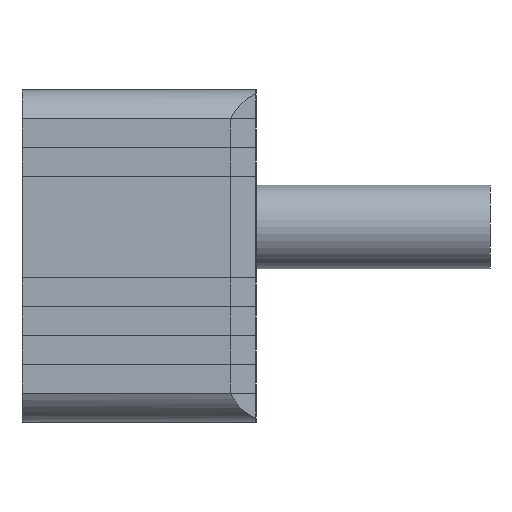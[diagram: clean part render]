
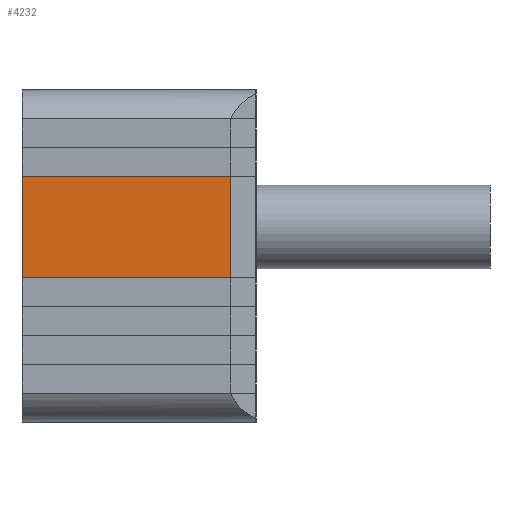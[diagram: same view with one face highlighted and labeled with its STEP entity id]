
A CAD part, left-side view. The second image highlights one B-rep face of the part: STEP entity #4232.
In plain terms, the highlighted face is planar.
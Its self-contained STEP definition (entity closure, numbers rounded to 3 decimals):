
#1 = CARTESIAN_POINT ( 'NONE',  ( 2.6, 0., -10. ) ) ;
#31 = VECTOR ( 'NONE', #4336, 1000. ) ;
#292 = DIRECTION ( 'NONE',  ( 0., 0., -1. ) ) ;
#397 = DIRECTION ( 'NONE',  ( -1., 0., 0. ) ) ;
#409 = VECTOR ( 'NONE', #397, 1000. ) ;
#454 = ORIENTED_EDGE ( 'NONE', *, *, #818, .T. ) ;
#491 = LINE ( 'NONE', #1848, #1765 ) ;
#818 = EDGE_CURVE ( 'NONE', #3476, #2967, #1611, .T. ) ;
#874 = CARTESIAN_POINT ( 'NONE',  ( 2.6, -4.2, -10. ) ) ;
#924 = LINE ( 'NONE', #1237, #2798 ) ;
#946 = ORIENTED_EDGE ( 'NONE', *, *, #3247, .T. ) ;
#997 = PLANE ( 'NONE',  #2233 ) ;
#1120 = EDGE_CURVE ( 'NONE', #2435, #2085, #491, .T. ) ;
#1237 = CARTESIAN_POINT ( 'NONE',  ( 2.6, 6.5, -10. ) ) ;
#1495 = DIRECTION ( 'NONE',  ( 0., -1., 0. ) ) ;
#1611 = LINE ( 'NONE', #2965, #31 ) ;
#1735 = EDGE_CURVE ( 'NONE', #3476, #2435, #924, .T. ) ;
#1765 = VECTOR ( 'NONE', #1495, 1000. ) ;
#1782 = LINE ( 'NONE', #2149, #409 ) ;
#1848 = CARTESIAN_POINT ( 'NONE',  ( -2.6, 0., -10. ) ) ;
#1894 = CARTESIAN_POINT ( 'NONE',  ( 2.6, 6.5, -10. ) ) ;
#2085 = VERTEX_POINT ( 'NONE', #2136 ) ;
#2136 = CARTESIAN_POINT ( 'NONE',  ( -2.6, -4.2, -10. ) ) ;
#2149 = CARTESIAN_POINT ( 'NONE',  ( 2.6, -4.2, -10. ) ) ;
#2233 = AXIS2_PLACEMENT_3D ( 'NONE', #1, #292, #2701 ) ;
#2293 = DIRECTION ( 'NONE',  ( -1., 0., 0. ) ) ;
#2412 = FACE_OUTER_BOUND ( 'NONE', #2735, .T. ) ;
#2435 = VERTEX_POINT ( 'NONE', #3016 ) ;
#2701 = DIRECTION ( 'NONE',  ( -1., 0., 0. ) ) ;
#2735 = EDGE_LOOP ( 'NONE', ( #454, #946, #3302, #4224 ) ) ;
#2798 = VECTOR ( 'NONE', #2293, 1000. ) ;
#2965 = CARTESIAN_POINT ( 'NONE',  ( 2.6, 0., -10. ) ) ;
#2967 = VERTEX_POINT ( 'NONE', #874 ) ;
#3016 = CARTESIAN_POINT ( 'NONE',  ( -2.6, 6.5, -10. ) ) ;
#3247 = EDGE_CURVE ( 'NONE', #2967, #2085, #1782, .T. ) ;
#3302 = ORIENTED_EDGE ( 'NONE', *, *, #1120, .F. ) ;
#3476 = VERTEX_POINT ( 'NONE', #1894 ) ;
#4224 = ORIENTED_EDGE ( 'NONE', *, *, #1735, .F. ) ;
#4232 = ADVANCED_FACE ( 'NONE', ( #2412 ), #997, .T. ) ;
#4336 = DIRECTION ( 'NONE',  ( 0., -1., 0. ) ) ;
